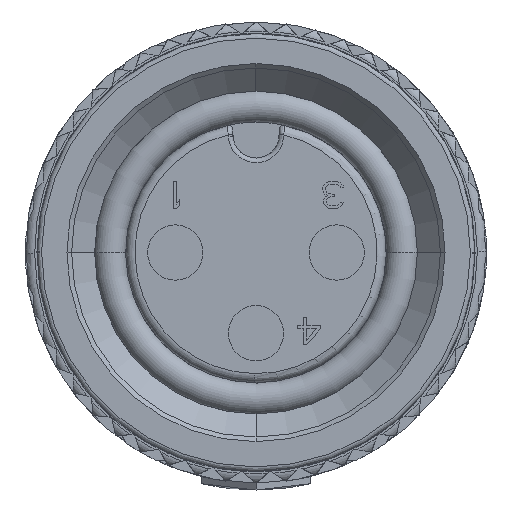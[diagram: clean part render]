
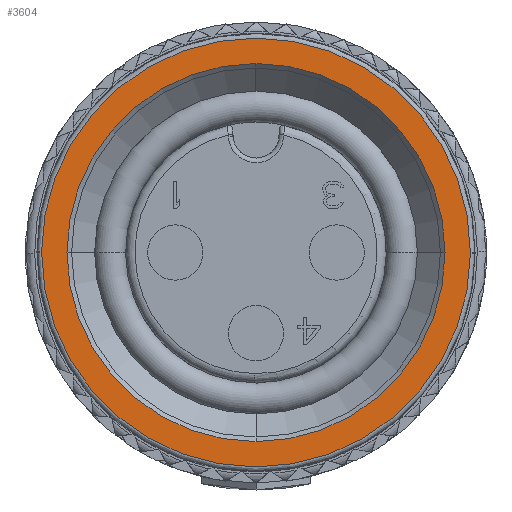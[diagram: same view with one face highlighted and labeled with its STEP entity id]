
A CAD part, front view. The second image highlights one B-rep face of the part: STEP entity #3604.
In plain terms, the highlighted planar face has unit normal (0, -1, 0).
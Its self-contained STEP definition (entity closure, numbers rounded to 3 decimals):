
#3604=ADVANCED_FACE('',(#8365,#8366),#8367,.T.);
#3622=EDGE_CURVE('',#8394,#8391,#8395,.T.);
#3626=EDGE_CURVE('',#8391,#8400,#8401,.T.);
#3634=EDGE_CURVE('',#8413,#8414,#8415,.T.);
#3640=EDGE_CURVE('',#8423,#8424,#8425,.T.);
#5746=EDGE_CURVE('',#8424,#8413,#11189,.T.);
#5748=EDGE_CURVE('',#8414,#8423,#11191,.T.);
#5758=EDGE_CURVE('',#11202,#8394,#11203,.T.);
#5760=EDGE_CURVE('',#8400,#11202,#11205,.T.);
#8365=FACE_OUTER_BOUND('',#48523,.T.);
#8366=FACE_BOUND('',#48524,.T.);
#8367=PLANE('',#48525);
#8391=VERTEX_POINT('',#48553);
#8394=VERTEX_POINT('',#48558);
#8395=CIRCLE('',#48559,4.1);
#8400=VERTEX_POINT('',#48566);
#8401=CIRCLE('',#48567,4.1);
#8413=VERTEX_POINT('',#48583);
#8414=VERTEX_POINT('',#48584);
#8415=CIRCLE('',#48585,4.65);
#8423=VERTEX_POINT('',#48596);
#8424=VERTEX_POINT('',#48597);
#8425=CIRCLE('',#48598,4.65);
#11189=CIRCLE('',#55290,4.65);
#11191=CIRCLE('',#55293,4.65);
#11202=VERTEX_POINT('',#55311);
#11203=CIRCLE('',#55312,4.1);
#11205=CIRCLE('',#55315,4.1);
#48523=EDGE_LOOP('',(#69134,#69135,#69136,#69137));
#48524=EDGE_LOOP('',(#69138,#69139,#69140,#69141));
#48525=AXIS2_PLACEMENT_3D('',#69142,#69143,#69144);
#48553=CARTESIAN_POINT('',(4.1,-8.5,0.0));
#48558=CARTESIAN_POINT('',(0.,-8.5,4.1));
#48559=AXIS2_PLACEMENT_3D('',#69192,#69193,#69194);
#48566=CARTESIAN_POINT('',(0.,-8.5,-4.1));
#48567=AXIS2_PLACEMENT_3D('',#69198,#69199,#69200);
#48583=CARTESIAN_POINT('',(4.65,-8.5,0.0));
#48584=CARTESIAN_POINT('',(-4.65,-8.5,0.024));
#48585=AXIS2_PLACEMENT_3D('',#69210,#69211,#69212);
#48596=CARTESIAN_POINT('',(-4.65,-8.5,0.0));
#48597=CARTESIAN_POINT('',(4.65,-8.5,-0.024));
#48598=AXIS2_PLACEMENT_3D('',#69219,#69220,#69221);
#55290=AXIS2_PLACEMENT_3D('',#70742,#70743,#70744);
#55293=AXIS2_PLACEMENT_3D('',#70745,#70746,#70747);
#55311=CARTESIAN_POINT('',(-4.1,-8.5,0.0));
#55312=AXIS2_PLACEMENT_3D('',#70756,#70757,#70758);
#55315=AXIS2_PLACEMENT_3D('',#70759,#70760,#70761);
#69134=ORIENTED_EDGE('',*,*,#3634,.T.);
#69135=ORIENTED_EDGE('',*,*,#5748,.T.);
#69136=ORIENTED_EDGE('',*,*,#3640,.T.);
#69137=ORIENTED_EDGE('',*,*,#5746,.T.);
#69138=ORIENTED_EDGE('',*,*,#5758,.T.);
#69139=ORIENTED_EDGE('',*,*,#3622,.T.);
#69140=ORIENTED_EDGE('',*,*,#3626,.T.);
#69141=ORIENTED_EDGE('',*,*,#5760,.T.);
#69142=CARTESIAN_POINT('',(0.0,-8.5,0.0));
#69143=DIRECTION('',(0.0,-1.0,0.0));
#69144=DIRECTION('',(0.0,0.0,-1.0));
#69192=CARTESIAN_POINT('',(0.0,-8.5,0.0));
#69193=DIRECTION('',(0.0,1.0,0.0));
#69194=DIRECTION('',(-1.0,0.0,0.0));
#69198=CARTESIAN_POINT('',(0.0,-8.5,0.0));
#69199=DIRECTION('',(-0.0,1.0,0.0));
#69200=DIRECTION('',(1.0,0.0,0.0));
#69210=CARTESIAN_POINT('',(0.0,-8.5,0.0));
#69211=DIRECTION('',(0.0,-1.0,0.0));
#69212=DIRECTION('',(1.0,0.0,0.0));
#69219=CARTESIAN_POINT('',(0.0,-8.5,0.0));
#69220=DIRECTION('',(0.0,-1.0,0.0));
#69221=DIRECTION('',(-1.0,0.0,0.0));
#70742=CARTESIAN_POINT('',(0.0,-8.5,0.0));
#70743=DIRECTION('',(0.0,-1.0,0.0));
#70744=DIRECTION('',(-1.0,0.0,0.0));
#70745=CARTESIAN_POINT('',(0.0,-8.5,0.0));
#70746=DIRECTION('',(0.0,-1.0,0.0));
#70747=DIRECTION('',(1.0,0.0,0.0));
#70756=CARTESIAN_POINT('',(0.0,-8.5,0.0));
#70757=DIRECTION('',(0.0,1.0,0.0));
#70758=DIRECTION('',(-1.0,0.0,0.0));
#70759=CARTESIAN_POINT('',(0.0,-8.5,0.0));
#70760=DIRECTION('',(-0.0,1.0,0.0));
#70761=DIRECTION('',(1.0,0.0,0.0));
